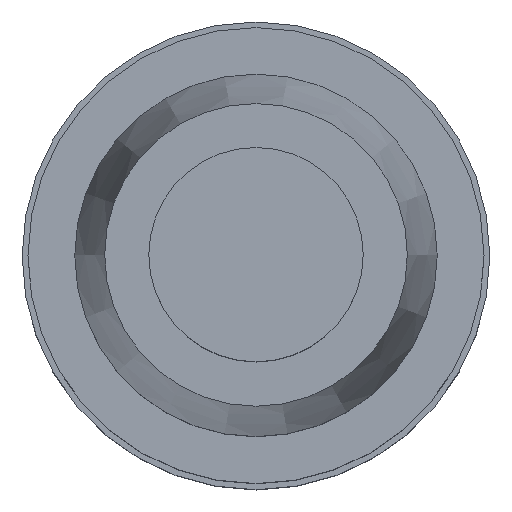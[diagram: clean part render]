
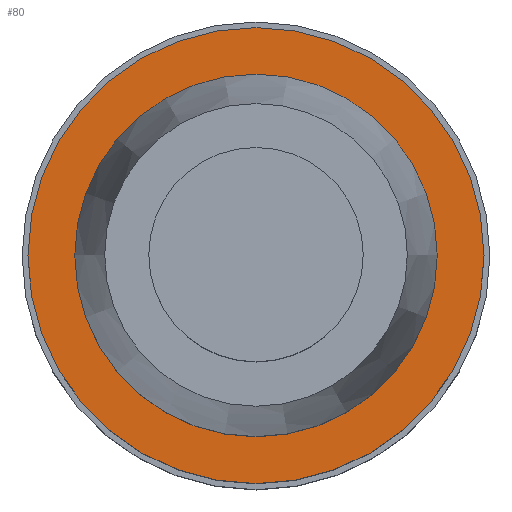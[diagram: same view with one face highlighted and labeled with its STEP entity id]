
A CAD part, top view. The second image highlights one B-rep face of the part: STEP entity #80.
In plain terms, the highlighted planar face has unit normal (0, 0, 1).
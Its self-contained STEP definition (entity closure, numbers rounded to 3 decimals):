
#68=FACE_BOUND('',#106,.T.);
#69=FACE_BOUND('',#107,.T.);
#80=ADVANCED_FACE('',(#68,#69),#85,.T.);
#85=PLANE('',#220);
#106=EDGE_LOOP('',(#124));
#107=EDGE_LOOP('',(#125));
#124=ORIENTED_EDGE('',*,*,#141,.T.);
#125=ORIENTED_EDGE('',*,*,#143,.F.);
#132=VERTEX_POINT('',#310);
#134=VERTEX_POINT('',#316);
#141=EDGE_CURVE('',#132,#132,#150,.T.);
#143=EDGE_CURVE('',#134,#134,#152,.T.);
#150=CIRCLE('',#214,4.65);
#152=CIRCLE('',#218,5.85);
#214=AXIS2_PLACEMENT_3D('',#309,#255,#256);
#218=AXIS2_PLACEMENT_3D('',#315,#263,#264);
#220=AXIS2_PLACEMENT_3D('',#318,#267,#268);
#255=DIRECTION('',(0.,0.,-1.));
#256=DIRECTION('',(1.,0.,0.));
#263=DIRECTION('',(0.,0.,-1.));
#264=DIRECTION('',(-1.,0.,0.));
#267=DIRECTION('',(0.,0.,1.));
#268=DIRECTION('',(-1.,0.,0.));
#309=CARTESIAN_POINT('',(0.,0.,0.));
#310=CARTESIAN_POINT('',(4.65,0.,0.));
#315=CARTESIAN_POINT('',(0.,0.,0.));
#316=CARTESIAN_POINT('',(-5.85,0.,0.));
#318=CARTESIAN_POINT('',(-5.851,-5.851,0.));
